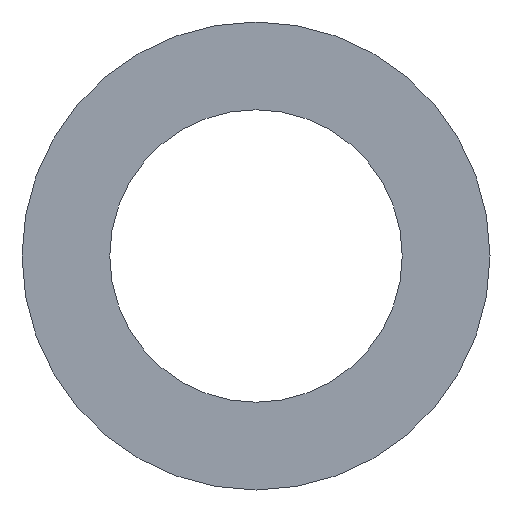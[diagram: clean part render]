
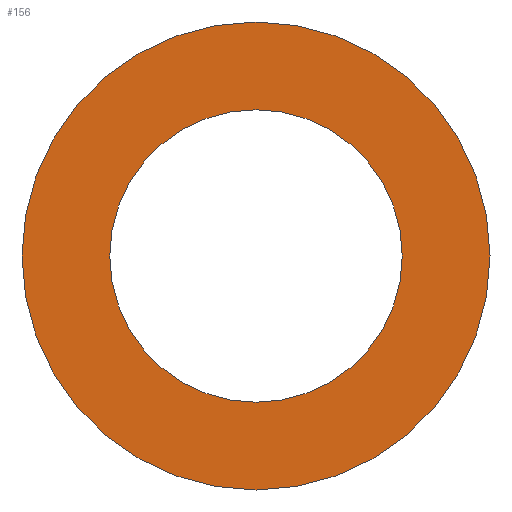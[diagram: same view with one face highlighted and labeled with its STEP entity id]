
A CAD part, front view. The second image highlights one B-rep face of the part: STEP entity #156.
In plain terms, the highlighted planar face has unit normal (0, -1, 0).
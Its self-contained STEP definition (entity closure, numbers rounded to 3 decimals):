
#2 = EDGE_CURVE ( 'NONE', #207, #74, #21, .T. ) ;
#6 = CARTESIAN_POINT ( 'NONE',  ( 0., 0., 2.5 ) ) ;
#10 = CARTESIAN_POINT ( 'NONE',  ( 0., 0., 0. ) ) ;
#11 = AXIS2_PLACEMENT_3D ( 'NONE', #155, #211, #160 ) ;
#12 = CARTESIAN_POINT ( 'NONE',  ( 0., 0., 0. ) ) ;
#18 = EDGE_LOOP ( 'NONE', ( #54, #170 ) ) ;
#21 = CIRCLE ( 'NONE', #52, 4. ) ;
#25 = CARTESIAN_POINT ( 'NONE',  ( 0., 0., 0. ) ) ;
#31 = EDGE_CURVE ( 'NONE', #74, #207, #60, .T. ) ;
#35 = EDGE_CURVE ( 'NONE', #190, #133, #81, .T. ) ;
#38 = ORIENTED_EDGE ( 'NONE', *, *, #31, .F. ) ;
#47 = DIRECTION ( 'NONE',  ( 0., 1., 0. ) ) ;
#52 = AXIS2_PLACEMENT_3D ( 'NONE', #129, #72, #86 ) ;
#54 = ORIENTED_EDGE ( 'NONE', *, *, #130, .T. ) ;
#59 = CARTESIAN_POINT ( 'NONE',  ( 0., 0., -4. ) ) ;
#60 = CIRCLE ( 'NONE', #203, 4. ) ;
#63 = FACE_OUTER_BOUND ( 'NONE', #111, .T. ) ;
#65 = DIRECTION ( 'NONE',  ( 0., 0., 1. ) ) ;
#72 = DIRECTION ( 'NONE',  ( 0., 1., 0. ) ) ;
#74 = VERTEX_POINT ( 'NONE', #76 ) ;
#75 = CARTESIAN_POINT ( 'NONE',  ( 0., 0., -2.5 ) ) ;
#76 = CARTESIAN_POINT ( 'NONE',  ( 0., 0., 4. ) ) ;
#81 = CIRCLE ( 'NONE', #115, 2.5 ) ;
#86 = DIRECTION ( 'NONE',  ( 0., 0., 1. ) ) ;
#93 = DIRECTION ( 'NONE',  ( 0., 1., 0. ) ) ;
#96 = PLANE ( 'NONE',  #150 ) ;
#111 = EDGE_LOOP ( 'NONE', ( #149, #38 ) ) ;
#115 = AXIS2_PLACEMENT_3D ( 'NONE', #25, #47, #164 ) ;
#116 = FACE_BOUND ( 'NONE', #18, .T. ) ;
#129 = CARTESIAN_POINT ( 'NONE',  ( 0., 0., 0. ) ) ;
#130 = EDGE_CURVE ( 'NONE', #133, #190, #136, .T. ) ;
#133 = VERTEX_POINT ( 'NONE', #75 ) ;
#136 = CIRCLE ( 'NONE', #11, 2.5 ) ;
#144 = DIRECTION ( 'NONE',  ( 0., 1., 0. ) ) ;
#149 = ORIENTED_EDGE ( 'NONE', *, *, #2, .F. ) ;
#150 = AXIS2_PLACEMENT_3D ( 'NONE', #10, #93, #195 ) ;
#155 = CARTESIAN_POINT ( 'NONE',  ( 0., 0., 0. ) ) ;
#156 = ADVANCED_FACE ( 'NONE', ( #63, #116 ), #96, .F. ) ;
#160 = DIRECTION ( 'NONE',  ( 0., 0., 1. ) ) ;
#164 = DIRECTION ( 'NONE',  ( 0., 0., 1. ) ) ;
#170 = ORIENTED_EDGE ( 'NONE', *, *, #35, .T. ) ;
#190 = VERTEX_POINT ( 'NONE', #6 ) ;
#195 = DIRECTION ( 'NONE',  ( 0., 0., 1. ) ) ;
#203 = AXIS2_PLACEMENT_3D ( 'NONE', #12, #144, #65 ) ;
#207 = VERTEX_POINT ( 'NONE', #59 ) ;
#211 = DIRECTION ( 'NONE',  ( 0., 1., 0. ) ) ;
